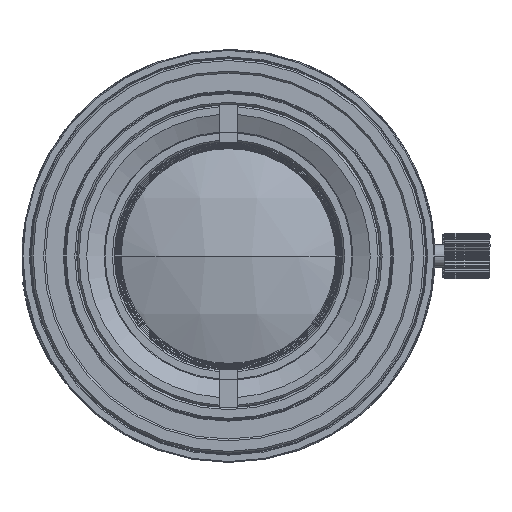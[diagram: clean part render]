
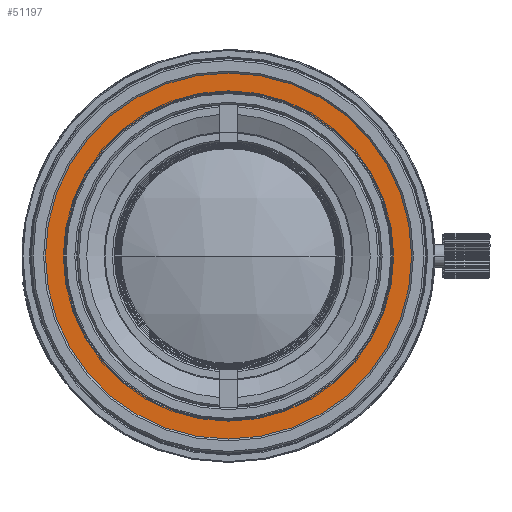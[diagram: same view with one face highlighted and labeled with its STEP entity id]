
A CAD part, left-side view. The second image highlights one B-rep face of the part: STEP entity #51197.
In plain terms, the highlighted face is planar.
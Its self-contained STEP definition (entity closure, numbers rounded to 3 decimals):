
#2835 = ORIENTED_EDGE ( 'NONE', *, *, #66949, .F. ) ;
#9734 = EDGE_CURVE ( 'NONE', #55517, #112397, #58380, .T. ) ;
#10023 = DIRECTION ( 'NONE',  ( 0., 0., -1. ) ) ;
#10122 = FACE_OUTER_BOUND ( 'NONE', #80161, .T. ) ;
#14612 = EDGE_LOOP ( 'NONE', ( #2835, #60500, #64988 ) ) ;
#17534 = DIRECTION ( 'NONE',  ( 0., 1., 0. ) ) ;
#21339 = CARTESIAN_POINT ( 'NONE',  ( 0., 0., 3. ) ) ;
#24022 = VERTEX_POINT ( 'NONE', #31546 ) ;
#25732 = CARTESIAN_POINT ( 'NONE',  ( 0., 0., 3. ) ) ;
#27766 = AXIS2_PLACEMENT_3D ( 'NONE', #21339, #110103, #56572 ) ;
#30277 = CARTESIAN_POINT ( 'NONE',  ( 0., 0., 3. ) ) ;
#31144 = CARTESIAN_POINT ( 'NONE',  ( 17.9, 0., 3. ) ) ;
#31546 = CARTESIAN_POINT ( 'NONE',  ( 0., -17.9, 3. ) ) ;
#31867 = CARTESIAN_POINT ( 'NONE',  ( -17.9, 0., 3. ) ) ;
#33014 = CIRCLE ( 'NONE', #73572, 17.9 ) ;
#33214 = AXIS2_PLACEMENT_3D ( 'NONE', #45583, #113007, #71952 ) ;
#34363 = AXIS2_PLACEMENT_3D ( 'NONE', #30277, #38929, #108642 ) ;
#35568 = CARTESIAN_POINT ( 'NONE',  ( 0., 20.45, 3. ) ) ;
#36383 = VERTEX_POINT ( 'NONE', #35568 ) ;
#37140 = DIRECTION ( 'NONE',  ( 0., -1., 0. ) ) ;
#38929 = DIRECTION ( 'NONE',  ( 0., 0., 1. ) ) ;
#44653 = CARTESIAN_POINT ( 'NONE',  ( 0., 0., 3. ) ) ;
#45326 = FACE_BOUND ( 'NONE', #14612, .T. ) ;
#45583 = CARTESIAN_POINT ( 'NONE',  ( 0., 0., 3. ) ) ;
#51197 = ADVANCED_FACE ( 'NONE', ( #10122, #45326 ), #54001, .T. ) ;
#54001 = PLANE ( 'NONE',  #113763 ) ;
#55517 = VERTEX_POINT ( 'NONE', #31144 ) ;
#56572 = DIRECTION ( 'NONE',  ( 0., -1., 0. ) ) ;
#57600 = CARTESIAN_POINT ( 'NONE',  ( 0., -20.45, 3. ) ) ;
#58380 = CIRCLE ( 'NONE', #34363, 17.9 ) ;
#59883 = EDGE_CURVE ( 'NONE', #36383, #70319, #68014, .T. ) ;
#60500 = ORIENTED_EDGE ( 'NONE', *, *, #9734, .F. ) ;
#61518 = DIRECTION ( 'NONE',  ( 1., 0., 0. ) ) ;
#64988 = ORIENTED_EDGE ( 'NONE', *, *, #91803, .F. ) ;
#66949 = EDGE_CURVE ( 'NONE', #112397, #24022, #94027, .T. ) ;
#68014 = CIRCLE ( 'NONE', #93711, 20.45 ) ;
#68091 = EDGE_CURVE ( 'NONE', #70319, #36383, #101432, .T. ) ;
#70319 = VERTEX_POINT ( 'NONE', #57600 ) ;
#71952 = DIRECTION ( 'NONE',  ( 0., -1., 0. ) ) ;
#73572 = AXIS2_PLACEMENT_3D ( 'NONE', #81549, #106865, #37140 ) ;
#76085 = ORIENTED_EDGE ( 'NONE', *, *, #68091, .F. ) ;
#79363 = DIRECTION ( 'NONE',  ( 0., 0., 1. ) ) ;
#80161 = EDGE_LOOP ( 'NONE', ( #76085, #97429 ) ) ;
#81549 = CARTESIAN_POINT ( 'NONE',  ( 0., 0., 3. ) ) ;
#91803 = EDGE_CURVE ( 'NONE', #24022, #55517, #33014, .T. ) ;
#93711 = AXIS2_PLACEMENT_3D ( 'NONE', #44653, #10023, #17534 ) ;
#94027 = CIRCLE ( 'NONE', #33214, 17.9 ) ;
#97429 = ORIENTED_EDGE ( 'NONE', *, *, #59883, .F. ) ;
#101432 = CIRCLE ( 'NONE', #27766, 20.45 ) ;
#106865 = DIRECTION ( 'NONE',  ( 0., 0., 1. ) ) ;
#108642 = DIRECTION ( 'NONE',  ( 0., 1., 0. ) ) ;
#110103 = DIRECTION ( 'NONE',  ( 0., 0., -1. ) ) ;
#112397 = VERTEX_POINT ( 'NONE', #31867 ) ;
#113007 = DIRECTION ( 'NONE',  ( 0., 0., 1. ) ) ;
#113763 = AXIS2_PLACEMENT_3D ( 'NONE', #25732, #79363, #61518 ) ;
